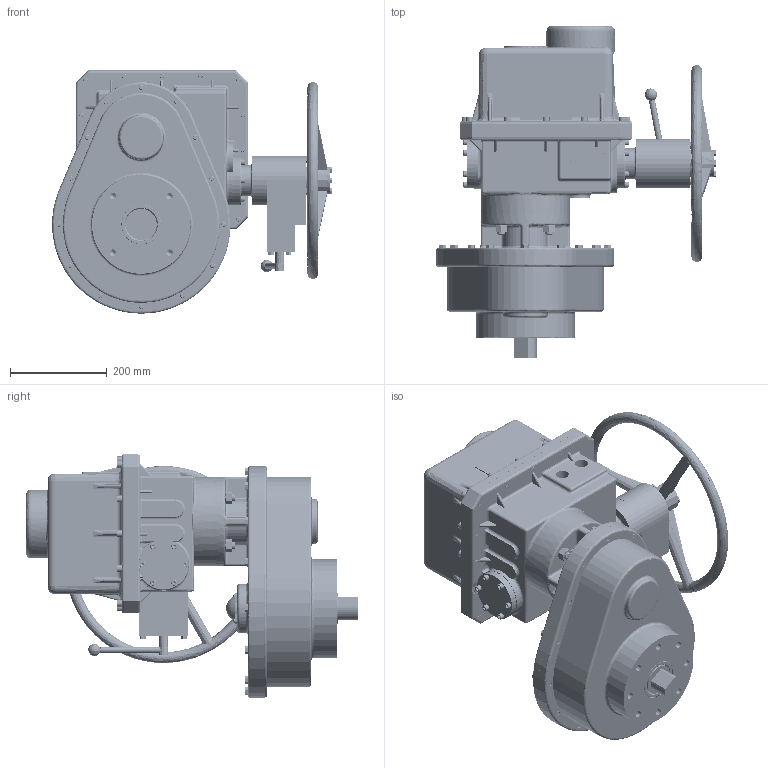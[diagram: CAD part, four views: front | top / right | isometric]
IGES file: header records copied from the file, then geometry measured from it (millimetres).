
Start section: SolidWorks IGES file using analytic representation for surfaces
Global section: file name: 19K.IGS; native system: SolidWorks 2018; preprocessor: SolidWorks 2018; author: mark; date: 180404.133901; units: inch
Bounding box: 577.51 x 684.58 x 502.18 mm (x, y, z)
Surface area: 2870551.3 mm2 (no closed solid volume)
Topology: 0 solids, 0 shells, 7764 faces, 86418 edges, 86193 vertices
Faces by surface type: revolution 5883, bspline 1881
